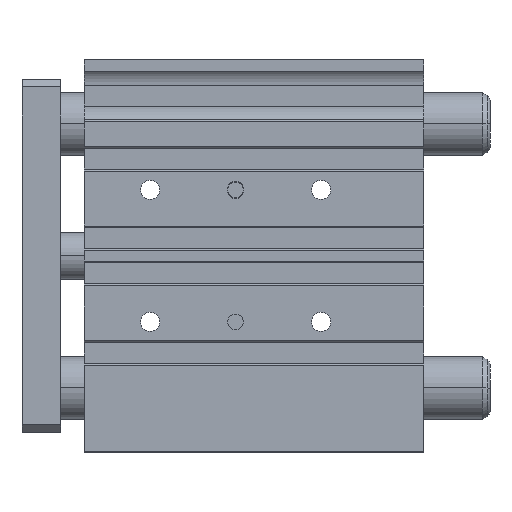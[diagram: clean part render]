
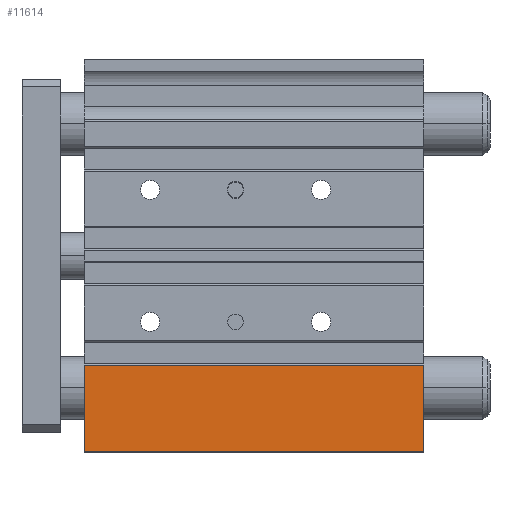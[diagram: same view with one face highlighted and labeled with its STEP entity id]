
A CAD part, top view. The second image highlights one B-rep face of the part: STEP entity #11614.
In plain terms, the highlighted planar face has unit normal (0, 0, 1).
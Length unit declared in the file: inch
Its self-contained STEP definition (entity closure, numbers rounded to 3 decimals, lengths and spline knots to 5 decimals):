
#141 = VERTEX_POINT ( 'NONE', #6801 ) ;
#1153 = ORIENTED_EDGE ( 'NONE', *, *, #9833, .T. ) ;
#1336 = DIRECTION ( 'NONE',  ( -1., 0., 0. ) ) ;
#1427 = AXIS2_PLACEMENT_3D ( 'NONE', #4318, #5206, #8124 ) ;
#1473 = ORIENTED_EDGE ( 'NONE', *, *, #9991, .F. ) ;
#1558 = FACE_OUTER_BOUND ( 'NONE', #2868, .T. ) ;
#1872 = CARTESIAN_POINT ( 'NONE',  ( 0., -1.98819, 0.82677 ) ) ;
#2080 = CARTESIAN_POINT ( 'NONE',  ( 3.44488, -1.11024, 0.82677 ) ) ;
#2568 = PLANE ( 'NONE',  #1427 ) ;
#2629 = VERTEX_POINT ( 'NONE', #11027 ) ;
#2691 = DIRECTION ( 'NONE',  ( 0., -1., 0. ) ) ;
#2868 = EDGE_LOOP ( 'NONE', ( #1153, #6860, #1473, #8158 ) ) ;
#3761 = CARTESIAN_POINT ( 'NONE',  ( 3.44488, -1.11024, 0.82677 ) ) ;
#4083 = LINE ( 'NONE', #10389, #5167 ) ;
#4126 = VERTEX_POINT ( 'NONE', #2080 ) ;
#4318 = CARTESIAN_POINT ( 'NONE',  ( 3.44488, -1.11024, 0.82677 ) ) ;
#4495 = LINE ( 'NONE', #10905, #9259 ) ;
#5123 = DIRECTION ( 'NONE',  ( -1., 0., 0. ) ) ;
#5167 = VECTOR ( 'NONE', #1336, 39.37008 ) ;
#5206 = DIRECTION ( 'NONE',  ( 0., 0., -1. ) ) ;
#5815 = EDGE_CURVE ( 'NONE', #4126, #2629, #10578, .T. ) ;
#6352 = VECTOR ( 'NONE', #10312, 39.37008 ) ;
#6801 = CARTESIAN_POINT ( 'NONE',  ( 3.44488, -1.98819, 0.82677 ) ) ;
#6860 = ORIENTED_EDGE ( 'NONE', *, *, #6866, .F. ) ;
#6866 = EDGE_CURVE ( 'NONE', #141, #7861, #4083, .T. ) ;
#7861 = VERTEX_POINT ( 'NONE', #1872 ) ;
#8124 = DIRECTION ( 'NONE',  ( 0., -1., 0. ) ) ;
#8158 = ORIENTED_EDGE ( 'NONE', *, *, #5815, .T. ) ;
#9259 = VECTOR ( 'NONE', #2691, 39.37008 ) ;
#9833 = EDGE_CURVE ( 'NONE', #2629, #7861, #4495, .T. ) ;
#9991 = EDGE_CURVE ( 'NONE', #4126, #141, #11086, .T. ) ;
#10312 = DIRECTION ( 'NONE',  ( 0., -1., 0. ) ) ;
#10389 = CARTESIAN_POINT ( 'NONE',  ( 3.44488, -1.98819, 0.82677 ) ) ;
#10578 = LINE ( 'NONE', #11638, #11428 ) ;
#10905 = CARTESIAN_POINT ( 'NONE',  ( 0., -1.11024, 0.82677 ) ) ;
#11027 = CARTESIAN_POINT ( 'NONE',  ( 0., -1.11024, 0.82677 ) ) ;
#11086 = LINE ( 'NONE', #3761, #6352 ) ;
#11428 = VECTOR ( 'NONE', #5123, 39.37008 ) ;
#11614 = ADVANCED_FACE ( 'NONE', ( #1558 ), #2568, .F. ) ;
#11638 = CARTESIAN_POINT ( 'NONE',  ( 3.44488, -1.11024, 0.82677 ) ) ;
